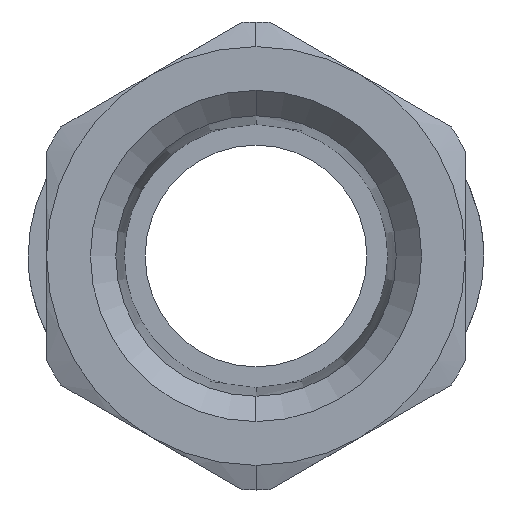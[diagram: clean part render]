
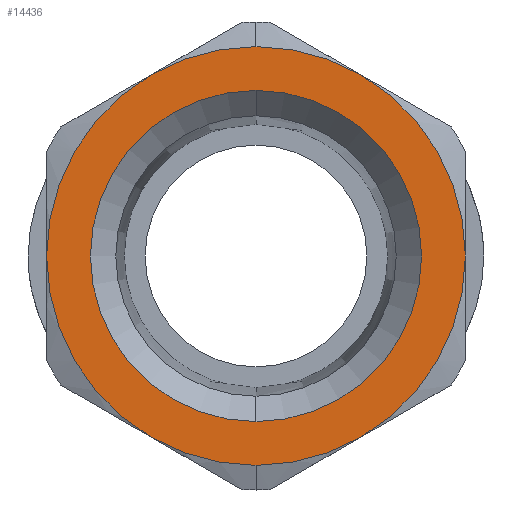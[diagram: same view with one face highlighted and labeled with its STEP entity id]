
A CAD part, left-side view. The second image highlights one B-rep face of the part: STEP entity #14436.
In plain terms, the highlighted face is planar.
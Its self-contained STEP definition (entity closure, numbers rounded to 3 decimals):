
#439=CARTESIAN_POINT('',(6.723,0.,-15.6));
#440=VERTEX_POINT('',#439);
#454=CARTESIAN_POINT('',(-6.723,0.,-15.6));
#455=VERTEX_POINT('',#454);
#462=CARTESIAN_POINT('',(0.,0.,-15.6));
#463=DIRECTION('',(0.0,0.0,-1.0));
#464=DIRECTION('',(1.0,0.0,0.0));
#465=AXIS2_PLACEMENT_3D('',#462,#463,#464);
#466=CIRCLE('',#465,6.723);
#467=EDGE_CURVE('',#455,#440,#466,.T.);
#477=CARTESIAN_POINT('',(8.5,0.,-15.6));
#478=VERTEX_POINT('',#477);
#487=CARTESIAN_POINT('',(7.361,4.25,-15.6));
#488=VERTEX_POINT('',#487);
#489=CARTESIAN_POINT('',(0.,0.,-15.6));
#490=DIRECTION('',(0.0,0.0,-1.0));
#491=DIRECTION('',(-1.0,0.0,0.0));
#492=AXIS2_PLACEMENT_3D('',#489,#490,#491);
#493=CIRCLE('',#492,8.5);
#494=EDGE_CURVE('',#488,#478,#493,.T.);
#528=CARTESIAN_POINT('',(-8.5,0.,-15.6));
#529=VERTEX_POINT('',#528);
#545=CARTESIAN_POINT('',(-7.361,4.25,-15.6));
#546=VERTEX_POINT('',#545);
#560=CARTESIAN_POINT('',(0.,0.,-15.6));
#561=DIRECTION('',(0.0,0.0,-1.0));
#562=DIRECTION('',(-1.0,0.0,0.0));
#563=AXIS2_PLACEMENT_3D('',#560,#561,#562);
#564=CIRCLE('',#563,8.5);
#565=EDGE_CURVE('',#529,#546,#564,.T.);
#13979=CARTESIAN_POINT('',(0.,-8.5,-15.6));
#13980=VERTEX_POINT('',#13979);
#13994=CARTESIAN_POINT('',(7.361,-4.25,-15.6));
#13995=VERTEX_POINT('',#13994);
#13996=CARTESIAN_POINT('',(0.,0.,-15.6));
#13997=DIRECTION('',(0.0,0.0,-1.0));
#13998=DIRECTION('',(-1.0,0.0,0.0));
#13999=AXIS2_PLACEMENT_3D('',#13996,#13997,#13998);
#14000=CIRCLE('',#13999,8.5);
#14001=EDGE_CURVE('',#13995,#13980,#14000,.T.);
#14077=CARTESIAN_POINT('',(-7.361,-4.25,-15.6));
#14078=VERTEX_POINT('',#14077);
#14092=CARTESIAN_POINT('',(0.,0.,-15.6));
#14093=DIRECTION('',(0.0,0.0,-1.0));
#14094=DIRECTION('',(-1.0,0.0,0.0));
#14095=AXIS2_PLACEMENT_3D('',#14092,#14093,#14094);
#14096=CIRCLE('',#14095,8.5);
#14097=EDGE_CURVE('',#13980,#14078,#14096,.T.);
#14161=CARTESIAN_POINT('',(0.,0.,-15.6));
#14162=DIRECTION('',(0.0,0.0,-1.0));
#14163=DIRECTION('',(-1.0,0.0,0.0));
#14164=AXIS2_PLACEMENT_3D('',#14161,#14162,#14163);
#14165=CIRCLE('',#14164,8.5);
#14166=EDGE_CURVE('',#14078,#529,#14165,.T.);
#14217=CARTESIAN_POINT('',(0.,8.5,-15.6));
#14218=VERTEX_POINT('',#14217);
#14232=CARTESIAN_POINT('',(0.,0.,-15.6));
#14233=DIRECTION('',(0.0,0.0,-1.0));
#14234=DIRECTION('',(-1.0,0.0,0.0));
#14235=AXIS2_PLACEMENT_3D('',#14232,#14233,#14234);
#14236=CIRCLE('',#14235,8.5);
#14237=EDGE_CURVE('',#546,#14218,#14236,.T.);
#14314=CARTESIAN_POINT('',(0.,0.,-15.6));
#14315=DIRECTION('',(0.0,0.0,-1.0));
#14316=DIRECTION('',(-1.0,0.0,0.0));
#14317=AXIS2_PLACEMENT_3D('',#14314,#14315,#14316);
#14318=CIRCLE('',#14317,8.5);
#14319=EDGE_CURVE('',#14218,#488,#14318,.T.);
#14371=CARTESIAN_POINT('',(0.,0.,-15.6));
#14372=DIRECTION('',(0.0,0.0,-1.0));
#14373=DIRECTION('',(-1.0,0.0,0.0));
#14374=AXIS2_PLACEMENT_3D('',#14371,#14372,#14373);
#14375=CIRCLE('',#14374,8.5);
#14376=EDGE_CURVE('',#478,#13995,#14375,.T.);
#14387=CARTESIAN_POINT('',(0.,0.,-15.6));
#14388=DIRECTION('',(0.0,0.0,-1.0));
#14389=DIRECTION('',(1.0,0.0,0.0));
#14390=AXIS2_PLACEMENT_3D('',#14387,#14388,#14389);
#14391=CIRCLE('',#14390,6.723);
#14392=EDGE_CURVE('',#440,#455,#14391,.T.);
#14417=CARTESIAN_POINT('',(0.,0.,-15.6));
#14418=DIRECTION('',(0.0,0.0,1.0));
#14419=DIRECTION('',(1.0,0.0,0.0));
#14420=AXIS2_PLACEMENT_3D('',#14417,#14418,#14419);
#14421=PLANE('',#14420);
#14422=ORIENTED_EDGE('',*,*,#14001,.T.);
#14423=ORIENTED_EDGE('',*,*,#14097,.T.);
#14424=ORIENTED_EDGE('',*,*,#14166,.T.);
#14425=ORIENTED_EDGE('',*,*,#565,.T.);
#14426=ORIENTED_EDGE('',*,*,#14237,.T.);
#14427=ORIENTED_EDGE('',*,*,#14319,.T.);
#14428=ORIENTED_EDGE('',*,*,#494,.T.);
#14429=ORIENTED_EDGE('',*,*,#14376,.T.);
#14430=EDGE_LOOP('',(#14422,#14423,#14424,#14425,#14426,#14427,#14428,#14429));
#14431=FACE_OUTER_BOUND('',#14430,.T.);
#14432=ORIENTED_EDGE('',*,*,#467,.F.);
#14433=ORIENTED_EDGE('',*,*,#14392,.F.);
#14434=EDGE_LOOP('',(#14432,#14433));
#14435=FACE_BOUND('',#14434,.T.);
#14436=ADVANCED_FACE('',(#14431,#14435),#14421,.F.);
